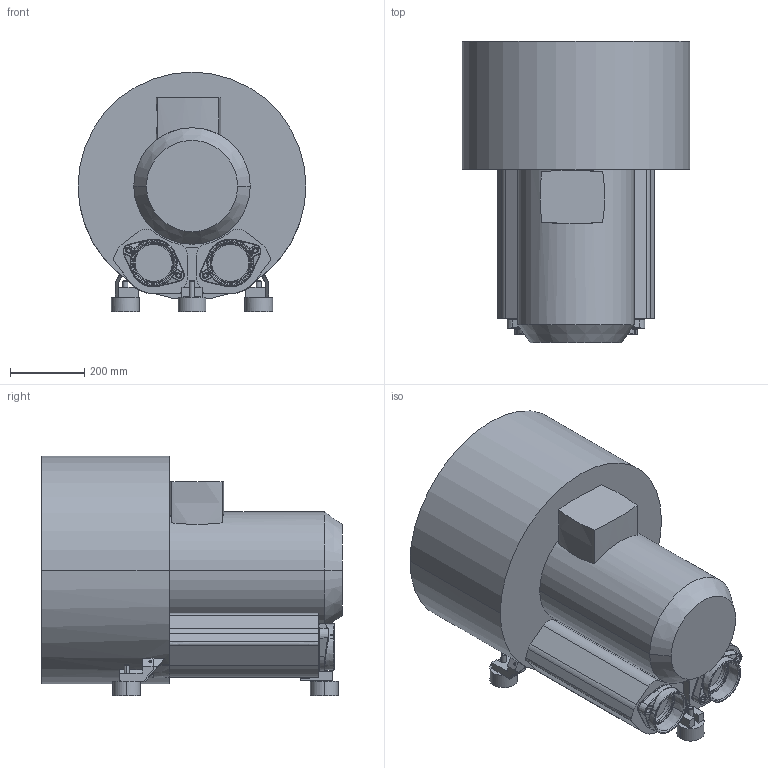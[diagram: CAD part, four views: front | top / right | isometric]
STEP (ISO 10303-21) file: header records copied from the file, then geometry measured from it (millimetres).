
FILE_DESCRIPTION((''),'2;1');
FILE_NAME('940-7BH47','2025-02-06T',('Administrator'),(''),'PRO/ENGINEER BY PARAMETRIC TECHNOLOGY CORPORATION, 2007090','PRO/ENGINEER BY PARAMETRIC TECHNOLOGY CORPORATION, 2007090','');
FILE_SCHEMA(('AUTOMOTIVE_DESIGN_CC2 { 1 2 10303 214 -1 1 5 2 }'));
Length unit declared in the file: millimetre
Products named in the file (1): 940-7BH47
Bounding box: 615 x 812 x 647.3 mm (x, y, z)
Volume: 161654039.2 mm3; surface area: 2433423.4 mm2
Topology: 2 solids, 2 shells, 574 faces, 1367 edges, 832 vertices
Faces by surface type: plane 204, cylinder 136, bspline 94, cone 64, torus 50, sphere 16, extrusion 10
Entity records: 20622 total; most frequent: CARTESIAN_POINT 7728, ORIENTED_EDGE 2734, DIRECTION 2625, EDGE_CURVE 1367, AXIS2_PLACEMENT_3D 1003, VERTEX_POINT 832, VECTOR 619, EDGE_LOOP 617
